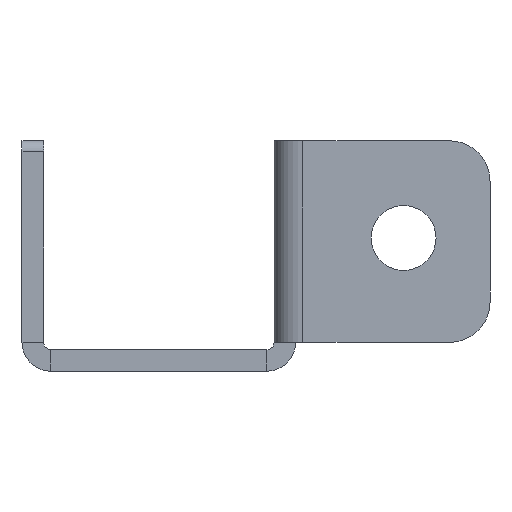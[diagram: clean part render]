
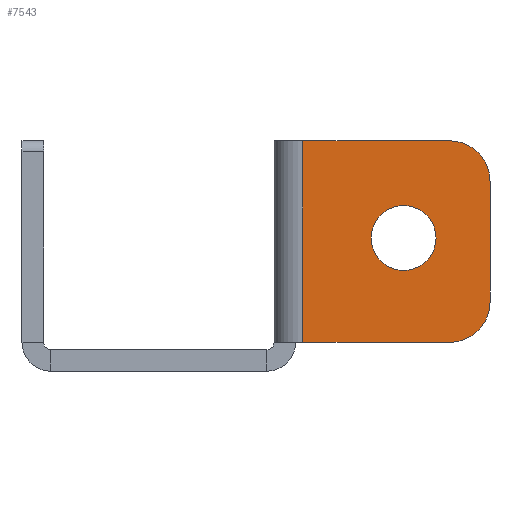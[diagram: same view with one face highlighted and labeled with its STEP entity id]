
A CAD part, front view. The second image highlights one B-rep face of the part: STEP entity #7543.
In plain terms, the highlighted planar face has unit normal (0, -1, 0).
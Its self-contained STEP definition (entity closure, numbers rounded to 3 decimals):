
#4253 = VERTEX_POINT('',#4254);
#4254 = CARTESIAN_POINT('',(35.,-4.,4.));
#4268 = PLANE('',#4269);
#4269 = AXIS2_PLACEMENT_3D('',#4270,#4271,#4272);
#4270 = CARTESIAN_POINT('',(35.,-1.,4.));
#4271 = DIRECTION('',(0.,0.,1.));
#4272 = DIRECTION('',(1.,0.,0.));
#4299 = CYLINDRICAL_SURFACE('',#4300,4.);
#4300 = AXIS2_PLACEMENT_3D('',#4301,#4302,#4303);
#4301 = CARTESIAN_POINT('',(35.,0.,4.));
#4302 = DIRECTION('',(0.,0.,1.));
#4303 = DIRECTION('',(-1.,0.,0.));
#6131 = EDGE_CURVE('',#4253,#6132,#6134,.T.);
#6132 = VERTEX_POINT('',#6133);
#6133 = CARTESIAN_POINT('',(35.,-4.,32.));
#6134 = SURFACE_CURVE('',#6135,(#6139,#6146),.PCURVE_S1.);
#6135 = LINE('',#6136,#6137);
#6136 = CARTESIAN_POINT('',(35.,-4.,4.));
#6137 = VECTOR('',#6138,1.);
#6138 = DIRECTION('',(0.,0.,1.));
#6139 = PCURVE('',#4299,#6140);
#6140 = DEFINITIONAL_REPRESENTATION('',(#6141),#6145);
#6141 = LINE('',#6142,#6143);
#6142 = CARTESIAN_POINT('',(1.571,0.));
#6143 = VECTOR('',#6144,1.);
#6144 = DIRECTION('',(0.,1.));
#6145 = ( GEOMETRIC_REPRESENTATION_CONTEXT(2) 
PARAMETRIC_REPRESENTATION_CONTEXT() REPRESENTATION_CONTEXT('2D SPACE',''
  ) );
#6146 = PCURVE('',#6147,#6152);
#6147 = PLANE('',#6148);
#6148 = AXIS2_PLACEMENT_3D('',#6149,#6150,#6151);
#6149 = CARTESIAN_POINT('',(48.,-4.,18.));
#6150 = DIRECTION('',(0.,-1.,-0.));
#6151 = DIRECTION('',(0.,0.,-1.));
#6152 = DEFINITIONAL_REPRESENTATION('',(#6153),#6157);
#6153 = LINE('',#6154,#6155);
#6154 = CARTESIAN_POINT('',(14.,-13.));
#6155 = VECTOR('',#6156,1.);
#6156 = DIRECTION('',(-1.,0.));
#6157 = ( GEOMETRIC_REPRESENTATION_CONTEXT(2) 
PARAMETRIC_REPRESENTATION_CONTEXT() REPRESENTATION_CONTEXT('2D SPACE',''
  ) );
#6209 = EDGE_CURVE('',#4253,#6210,#6212,.T.);
#6210 = VERTEX_POINT('',#6211);
#6211 = CARTESIAN_POINT('',(55.4,-4.,4.));
#6212 = SURFACE_CURVE('',#6213,(#6217,#6224),.PCURVE_S1.);
#6213 = LINE('',#6214,#6215);
#6214 = CARTESIAN_POINT('',(35.,-4.,4.));
#6215 = VECTOR('',#6216,1.);
#6216 = DIRECTION('',(1.,0.,0.));
#6217 = PCURVE('',#4268,#6218);
#6218 = DEFINITIONAL_REPRESENTATION('',(#6219),#6223);
#6219 = LINE('',#6220,#6221);
#6220 = CARTESIAN_POINT('',(0.,-3.));
#6221 = VECTOR('',#6222,1.);
#6222 = DIRECTION('',(1.,0.));
#6223 = ( GEOMETRIC_REPRESENTATION_CONTEXT(2) 
PARAMETRIC_REPRESENTATION_CONTEXT() REPRESENTATION_CONTEXT('2D SPACE',''
  ) );
#6224 = PCURVE('',#6147,#6225);
#6225 = DEFINITIONAL_REPRESENTATION('',(#6226),#6230);
#6226 = LINE('',#6227,#6228);
#6227 = CARTESIAN_POINT('',(14.,-13.));
#6228 = VECTOR('',#6229,1.);
#6229 = DIRECTION('',(0.,1.));
#6230 = ( GEOMETRIC_REPRESENTATION_CONTEXT(2) 
PARAMETRIC_REPRESENTATION_CONTEXT() REPRESENTATION_CONTEXT('2D SPACE',''
  ) );
#6246 = CYLINDRICAL_SURFACE('',#6247,5.6);
#6247 = AXIS2_PLACEMENT_3D('',#6248,#6249,#6250);
#6248 = CARTESIAN_POINT('',(55.4,-1.,9.6));
#6249 = DIRECTION('',(0.,-1.,0.));
#6250 = DIRECTION('',(0.,0.,-1.));
#7388 = PLANE('',#7389);
#7389 = AXIS2_PLACEMENT_3D('',#7390,#7391,#7392);
#7390 = CARTESIAN_POINT('',(61.,-1.,32.));
#7391 = DIRECTION('',(-0.,0.,-1.));
#7392 = DIRECTION('',(-1.,0.,0.));
#7470 = PLANE('',#7471);
#7471 = AXIS2_PLACEMENT_3D('',#7472,#7473,#7474);
#7472 = CARTESIAN_POINT('',(61.,-1.,4.));
#7473 = DIRECTION('',(-1.,0.,0.));
#7474 = DIRECTION('',(0.,0.,1.));
#7497 = CYLINDRICAL_SURFACE('',#7498,5.6);
#7498 = AXIS2_PLACEMENT_3D('',#7499,#7500,#7501);
#7499 = CARTESIAN_POINT('',(55.4,-1.,26.4));
#7500 = DIRECTION('',(0.,-1.,0.));
#7501 = DIRECTION('',(1.,0.,0.));
#7532 = CYLINDRICAL_SURFACE('',#7533,4.5);
#7533 = AXIS2_PLACEMENT_3D('',#7534,#7535,#7536);
#7534 = CARTESIAN_POINT('',(49.,-6.,18.5));
#7535 = DIRECTION('',(0.,1.,0.));
#7536 = DIRECTION('',(1.,0.,0.));
#7543 = ADVANCED_FACE('',(#7544,#7640),#6147,.T.);
#7544 = FACE_BOUND('',#7545,.T.);
#7545 = EDGE_LOOP('',(#7546,#7547,#7571,#7594,#7618,#7639));
#7546 = ORIENTED_EDGE('',*,*,#6209,.T.);
#7547 = ORIENTED_EDGE('',*,*,#7548,.T.);
#7548 = EDGE_CURVE('',#6210,#7549,#7551,.T.);
#7549 = VERTEX_POINT('',#7550);
#7550 = CARTESIAN_POINT('',(61.,-4.,9.6));
#7551 = SURFACE_CURVE('',#7552,(#7557,#7564),.PCURVE_S1.);
#7552 = CIRCLE('',#7553,5.6);
#7553 = AXIS2_PLACEMENT_3D('',#7554,#7555,#7556);
#7554 = CARTESIAN_POINT('',(55.4,-4.,9.6));
#7555 = DIRECTION('',(0.,-1.,0.));
#7556 = DIRECTION('',(0.,0.,-1.));
#7557 = PCURVE('',#6147,#7558);
#7558 = DEFINITIONAL_REPRESENTATION('',(#7559),#7563);
#7559 = CIRCLE('',#7560,5.6);
#7560 = AXIS2_PLACEMENT_2D('',#7561,#7562);
#7561 = CARTESIAN_POINT('',(8.4,7.4));
#7562 = DIRECTION('',(1.,0.));
#7563 = ( GEOMETRIC_REPRESENTATION_CONTEXT(2) 
PARAMETRIC_REPRESENTATION_CONTEXT() REPRESENTATION_CONTEXT('2D SPACE',''
  ) );
#7564 = PCURVE('',#6246,#7565);
#7565 = DEFINITIONAL_REPRESENTATION('',(#7566),#7570);
#7566 = LINE('',#7567,#7568);
#7567 = CARTESIAN_POINT('',(0.,3.));
#7568 = VECTOR('',#7569,1.);
#7569 = DIRECTION('',(1.,0.));
#7570 = ( GEOMETRIC_REPRESENTATION_CONTEXT(2) 
PARAMETRIC_REPRESENTATION_CONTEXT() REPRESENTATION_CONTEXT('2D SPACE',''
  ) );
#7571 = ORIENTED_EDGE('',*,*,#7572,.T.);
#7572 = EDGE_CURVE('',#7549,#7573,#7575,.T.);
#7573 = VERTEX_POINT('',#7574);
#7574 = CARTESIAN_POINT('',(61.,-4.,26.4));
#7575 = SURFACE_CURVE('',#7576,(#7580,#7587),.PCURVE_S1.);
#7576 = LINE('',#7577,#7578);
#7577 = CARTESIAN_POINT('',(61.,-4.,4.));
#7578 = VECTOR('',#7579,1.);
#7579 = DIRECTION('',(0.,0.,1.));
#7580 = PCURVE('',#6147,#7581);
#7581 = DEFINITIONAL_REPRESENTATION('',(#7582),#7586);
#7582 = LINE('',#7583,#7584);
#7583 = CARTESIAN_POINT('',(14.,13.));
#7584 = VECTOR('',#7585,1.);
#7585 = DIRECTION('',(-1.,0.));
#7586 = ( GEOMETRIC_REPRESENTATION_CONTEXT(2) 
PARAMETRIC_REPRESENTATION_CONTEXT() REPRESENTATION_CONTEXT('2D SPACE',''
  ) );
#7587 = PCURVE('',#7470,#7588);
#7588 = DEFINITIONAL_REPRESENTATION('',(#7589),#7593);
#7589 = LINE('',#7590,#7591);
#7590 = CARTESIAN_POINT('',(0.,-3.));
#7591 = VECTOR('',#7592,1.);
#7592 = DIRECTION('',(1.,0.));
#7593 = ( GEOMETRIC_REPRESENTATION_CONTEXT(2) 
PARAMETRIC_REPRESENTATION_CONTEXT() REPRESENTATION_CONTEXT('2D SPACE',''
  ) );
#7594 = ORIENTED_EDGE('',*,*,#7595,.T.);
#7595 = EDGE_CURVE('',#7573,#7596,#7598,.T.);
#7596 = VERTEX_POINT('',#7597);
#7597 = CARTESIAN_POINT('',(55.4,-4.,32.));
#7598 = SURFACE_CURVE('',#7599,(#7604,#7611),.PCURVE_S1.);
#7599 = CIRCLE('',#7600,5.6);
#7600 = AXIS2_PLACEMENT_3D('',#7601,#7602,#7603);
#7601 = CARTESIAN_POINT('',(55.4,-4.,26.4));
#7602 = DIRECTION('',(0.,-1.,0.));
#7603 = DIRECTION('',(0.,0.,-1.));
#7604 = PCURVE('',#6147,#7605);
#7605 = DEFINITIONAL_REPRESENTATION('',(#7606),#7610);
#7606 = CIRCLE('',#7607,5.6);
#7607 = AXIS2_PLACEMENT_2D('',#7608,#7609);
#7608 = CARTESIAN_POINT('',(-8.4,7.4));
#7609 = DIRECTION('',(1.,0.));
#7610 = ( GEOMETRIC_REPRESENTATION_CONTEXT(2) 
PARAMETRIC_REPRESENTATION_CONTEXT() REPRESENTATION_CONTEXT('2D SPACE',''
  ) );
#7611 = PCURVE('',#7497,#7612);
#7612 = DEFINITIONAL_REPRESENTATION('',(#7613),#7617);
#7613 = LINE('',#7614,#7615);
#7614 = CARTESIAN_POINT('',(-1.571,3.));
#7615 = VECTOR('',#7616,1.);
#7616 = DIRECTION('',(1.,0.));
#7617 = ( GEOMETRIC_REPRESENTATION_CONTEXT(2) 
PARAMETRIC_REPRESENTATION_CONTEXT() REPRESENTATION_CONTEXT('2D SPACE',''
  ) );
#7618 = ORIENTED_EDGE('',*,*,#7619,.T.);
#7619 = EDGE_CURVE('',#7596,#6132,#7620,.T.);
#7620 = SURFACE_CURVE('',#7621,(#7625,#7632),.PCURVE_S1.);
#7621 = LINE('',#7622,#7623);
#7622 = CARTESIAN_POINT('',(61.,-4.,32.));
#7623 = VECTOR('',#7624,1.);
#7624 = DIRECTION('',(-1.,0.,0.));
#7625 = PCURVE('',#6147,#7626);
#7626 = DEFINITIONAL_REPRESENTATION('',(#7627),#7631);
#7627 = LINE('',#7628,#7629);
#7628 = CARTESIAN_POINT('',(-14.,13.));
#7629 = VECTOR('',#7630,1.);
#7630 = DIRECTION('',(0.,-1.));
#7631 = ( GEOMETRIC_REPRESENTATION_CONTEXT(2) 
PARAMETRIC_REPRESENTATION_CONTEXT() REPRESENTATION_CONTEXT('2D SPACE',''
  ) );
#7632 = PCURVE('',#7388,#7633);
#7633 = DEFINITIONAL_REPRESENTATION('',(#7634),#7638);
#7634 = LINE('',#7635,#7636);
#7635 = CARTESIAN_POINT('',(0.,-3.));
#7636 = VECTOR('',#7637,1.);
#7637 = DIRECTION('',(1.,0.));
#7638 = ( GEOMETRIC_REPRESENTATION_CONTEXT(2) 
PARAMETRIC_REPRESENTATION_CONTEXT() REPRESENTATION_CONTEXT('2D SPACE',''
  ) );
#7639 = ORIENTED_EDGE('',*,*,#6131,.F.);
#7640 = FACE_BOUND('',#7641,.T.);
#7641 = EDGE_LOOP('',(#7642));
#7642 = ORIENTED_EDGE('',*,*,#7643,.T.);
#7643 = EDGE_CURVE('',#7644,#7644,#7646,.T.);
#7644 = VERTEX_POINT('',#7645);
#7645 = CARTESIAN_POINT('',(53.5,-4.,18.5));
#7646 = SURFACE_CURVE('',#7647,(#7652,#7663),.PCURVE_S1.);
#7647 = CIRCLE('',#7648,4.5);
#7648 = AXIS2_PLACEMENT_3D('',#7649,#7650,#7651);
#7649 = CARTESIAN_POINT('',(49.,-4.,18.5));
#7650 = DIRECTION('',(0.,1.,0.));
#7651 = DIRECTION('',(1.,0.,0.));
#7652 = PCURVE('',#6147,#7653);
#7653 = DEFINITIONAL_REPRESENTATION('',(#7654),#7662);
#7654 = ( BOUNDED_CURVE() B_SPLINE_CURVE(2,(#7655,#7656,#7657,#7658,
#7659,#7660,#7661),.UNSPECIFIED.,.T.,.F.) B_SPLINE_CURVE_WITH_KNOTS((1,2
    ,2,2,2,1),(-2.094,0.,2.094,4.189,
6.283,8.378),.UNSPECIFIED.) CURVE() 
GEOMETRIC_REPRESENTATION_ITEM() RATIONAL_B_SPLINE_CURVE((1.,0.5,1.,0.5,
1.,0.5,1.)) REPRESENTATION_ITEM('') );
#7655 = CARTESIAN_POINT('',(-0.5,5.5));
#7656 = CARTESIAN_POINT('',(7.294,5.5));
#7657 = CARTESIAN_POINT('',(3.397,-1.25));
#7658 = CARTESIAN_POINT('',(-0.5,-8.));
#7659 = CARTESIAN_POINT('',(-4.397,-1.25));
#7660 = CARTESIAN_POINT('',(-8.294,5.5));
#7661 = CARTESIAN_POINT('',(-0.5,5.5));
#7662 = ( GEOMETRIC_REPRESENTATION_CONTEXT(2) 
PARAMETRIC_REPRESENTATION_CONTEXT() REPRESENTATION_CONTEXT('2D SPACE',''
  ) );
#7663 = PCURVE('',#7532,#7664);
#7664 = DEFINITIONAL_REPRESENTATION('',(#7665),#7669);
#7665 = LINE('',#7666,#7667);
#7666 = CARTESIAN_POINT('',(0.,2.));
#7667 = VECTOR('',#7668,1.);
#7668 = DIRECTION('',(1.,0.));
#7669 = ( GEOMETRIC_REPRESENTATION_CONTEXT(2) 
PARAMETRIC_REPRESENTATION_CONTEXT() REPRESENTATION_CONTEXT('2D SPACE',''
  ) );
